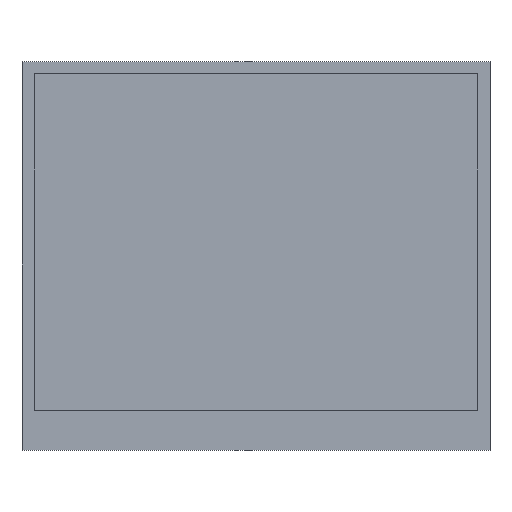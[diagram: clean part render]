
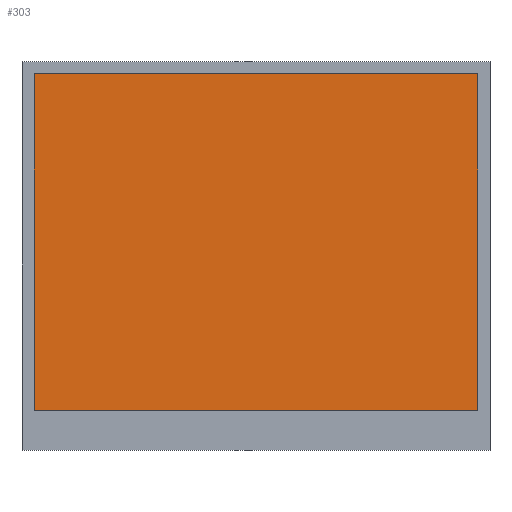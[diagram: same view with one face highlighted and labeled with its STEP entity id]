
A CAD part, top view. The second image highlights one B-rep face of the part: STEP entity #303.
In plain terms, the highlighted planar face has unit normal (0, 0, 1).
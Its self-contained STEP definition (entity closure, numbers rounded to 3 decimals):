
#49=FACE_OUTER_BOUND('',#67,.T.);
#67=EDGE_LOOP('',(#268,#269,#270,#271));
#94=LINE('',#491,#130);
#97=LINE('',#497,#133);
#100=LINE('',#503,#136);
#103=LINE('',#507,#139);
#130=VECTOR('',#405,10.);
#133=VECTOR('',#410,10.);
#136=VECTOR('',#415,10.);
#139=VECTOR('',#420,10.);
#158=VERTEX_POINT('',#488);
#159=VERTEX_POINT('',#490);
#161=VERTEX_POINT('',#496);
#163=VERTEX_POINT('',#502);
#190=EDGE_CURVE('',#159,#158,#94,.T.);
#193=EDGE_CURVE('',#161,#159,#97,.T.);
#196=EDGE_CURVE('',#163,#161,#100,.T.);
#199=EDGE_CURVE('',#158,#163,#103,.T.);
#268=ORIENTED_EDGE('',*,*,#199,.T.);
#269=ORIENTED_EDGE('',*,*,#196,.T.);
#270=ORIENTED_EDGE('',*,*,#193,.T.);
#271=ORIENTED_EDGE('',*,*,#190,.T.);
#287=PLANE('',#347);
#303=ADVANCED_FACE('',(#49),#287,.T.);
#347=AXIS2_PLACEMENT_3D('',#509,#423,#424);
#405=DIRECTION('',(0.,1.,0.));
#410=DIRECTION('',(1.,0.,0.));
#415=DIRECTION('',(0.,-1.,0.));
#420=DIRECTION('',(-1.,0.,0.));
#423=DIRECTION('center_axis',(0.,0.,1.));
#424=DIRECTION('ref_axis',(1.,0.,0.));
#488=CARTESIAN_POINT('',(74.84,61.84,3.15));
#490=CARTESIAN_POINT('',(74.84,6.53,3.15));
#491=CARTESIAN_POINT('',(74.84,6.53,3.15));
#496=CARTESIAN_POINT('',(2.,6.53,3.15));
#497=CARTESIAN_POINT('',(2.,6.53,3.15));
#502=CARTESIAN_POINT('',(2.,61.84,3.15));
#503=CARTESIAN_POINT('',(2.,61.84,3.15));
#507=CARTESIAN_POINT('',(74.84,61.84,3.15));
#509=CARTESIAN_POINT('Origin',(38.42,34.185,3.15));
